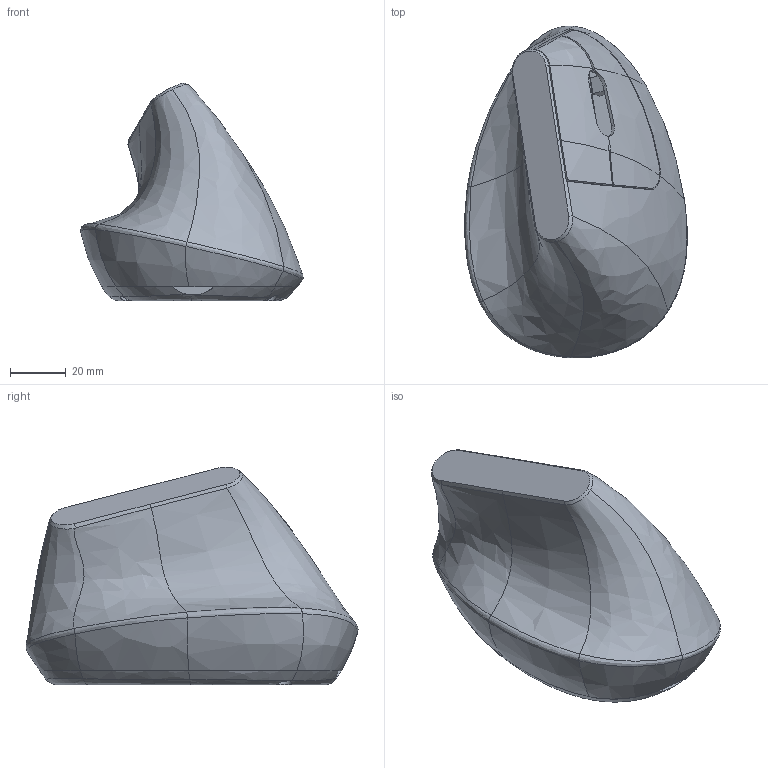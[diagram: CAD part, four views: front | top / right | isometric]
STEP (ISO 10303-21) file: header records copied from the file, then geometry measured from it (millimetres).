
FILE_DESCRIPTION(/* description */ ('STEP AP242','CAx-IF Rec.Pracs.---Representation and Presentation of Product Manufacturing Information (PMI)---4.0---2014-10-13','CAx-IF Rec.Pracs.---3D Tessellated Geometry---0.4---2014-09-14','2;1'),/* implementation_level */ '2;1');
FILE_NAME(/* name */ '65b2ece3169b9915c7571cc5',/* time_stamp */ '2024-01-25T23:21:07Z',/* author */ (''),/* organization */ (''),/* preprocessor_version */ 'ST-DEVELOPER v19.4',/* originating_system */ ' ',/* authorisation */ ' ');
FILE_SCHEMA (('AP242_MANAGED_MODEL_BASED_3D_ENGINEERING_MIM_LF { 1 0 10303 442 1 1 4 }'));
Length unit declared in the file: metre
Products named in the file (4): click_button_2; mouse_body; mouse_bottom; Battery_Cover
Bounding box: 80.07 x 119.55 x 78.37 mm (x, y, z)
Volume: 60532.7 mm3; surface area: 69866.5 mm2
Topology: 4 solids, 4 shells, 474 faces, 1262 edges, 803 vertices
Faces by surface type: plane 218, bspline 202, cylinder 47, cone 5, torus 2
Full cylindrical faces by diameter (mm): 1.5 x4, 3.5 x1, 4 x7, 4.6 x2, 5.95 x3, 6 x1, 6.2 x2
Entity records: 29122 total; most frequent: CARTESIAN_POINT 19118, ORIENTED_EDGE 2462, DIRECTION 1290, EDGE_CURVE 1231, VERTEX_POINT 794, B_SPLINE_CURVE_WITH_KNOTS 594, LINE 536, VECTOR 536
